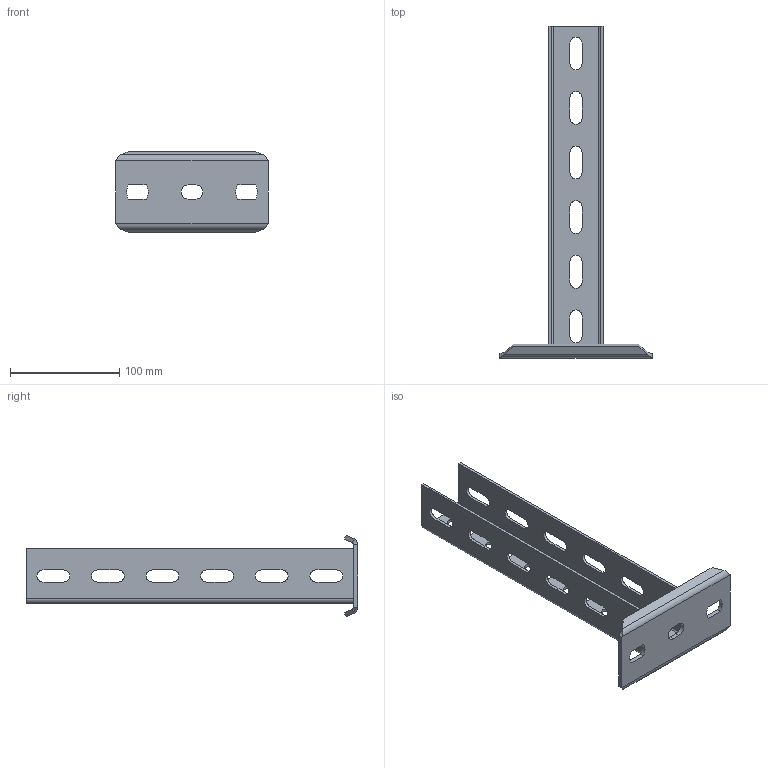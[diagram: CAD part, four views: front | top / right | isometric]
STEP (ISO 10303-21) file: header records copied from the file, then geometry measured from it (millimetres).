
FILE_DESCRIPTION((''),'2;1');
FILE_NAME('6341535_ASM','2012-07-24T',('AndreasKeweloh'),(''),'PRO/ENGINEER BY PARAMETRIC TECHNOLOGY CORPORATION, 2012130','PRO/ENGINEER BY PARAMETRIC TECHNOLOGY CORPORATION, 2012130','');
FILE_SCHEMA(('CONFIG_CONTROL_DESIGN'));
Length unit declared in the file: millimetre
Products named in the file (3): KOPFPLATTE_US5K; 6340903; 6341535_ASM
Assembly tree (2 placements, depth 2):
  6341535_ASM
    KOPFPLATTE_US5K
    6340903
Bounding box: 140 x 304 x 74.73 mm (x, y, z)
Volume: 135292.7 mm3; surface area: 103470.2 mm2
Topology: 2 solids, 2 shells, 120 faces, 332 edges, 216 vertices
Faces by surface type: plane 66, cylinder 50, bspline 4
Entity records: 4114 total; most frequent: CARTESIAN_POINT 823, ORIENTED_EDGE 664, DIRECTION 658, EDGE_CURVE 332, VECTOR 232, LINE 232, VERTEX_POINT 216, AXIS2_PLACEMENT_3D 213
